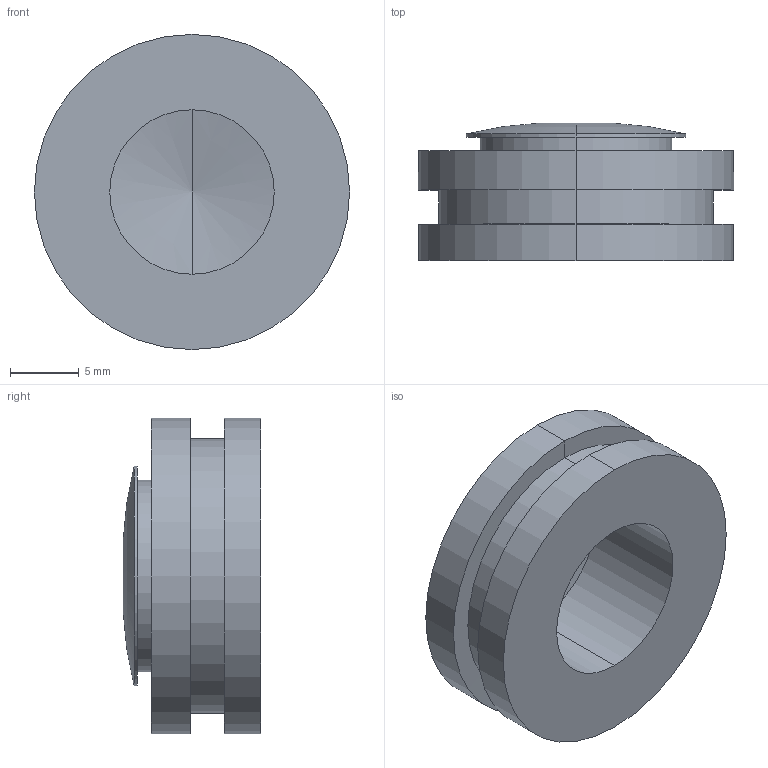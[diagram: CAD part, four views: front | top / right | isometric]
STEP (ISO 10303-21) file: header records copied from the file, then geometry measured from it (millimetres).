
FILE_DESCRIPTION (( 'STEP AP214' ), '1' );
FILE_NAME ('Ïîäïÿòíèê ÈÃ.17.01.00.12.STEP', '2017-12-18T23:33:22', ( '' ), ( '' ), 'SwSTEP 2.0', 'SolidWorks 2016', '' );
FILE_SCHEMA (( 'AUTOMOTIVE_DESIGN' ));
Length unit declared in the file: millimetre
Products named in the file (1): Ïîäïÿòíèê  ÈÃ.17.01.00.12
Bounding box: 23 x 10.02 x 23 mm (x, y, z)
Volume: 2423.1 mm3; surface area: 2044.2 mm2
Topology: 1 solids, 1 shells, 23 faces, 48 edges, 26 vertices
Faces by surface type: cylinder 12, cone 6, plane 3, torus 2
Entity records: 618 total; most frequent: DIRECTION 118, CARTESIAN_POINT 94, ORIENTED_EDGE 88, AXIS2_PLACEMENT_3D 50, EDGE_CURVE 44, CIRCLE 26, EDGE_LOOP 26, VERTEX_POINT 26
